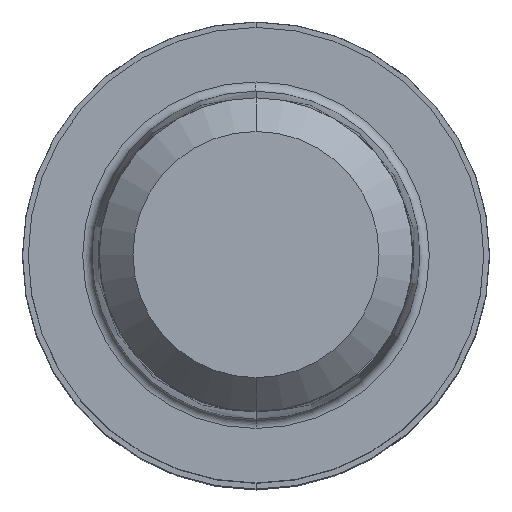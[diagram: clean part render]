
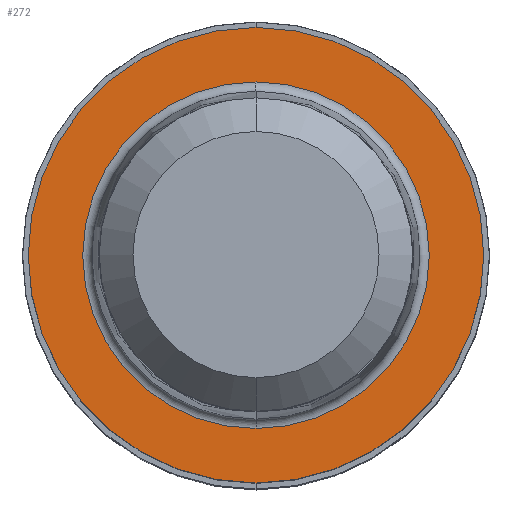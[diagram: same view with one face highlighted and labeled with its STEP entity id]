
A CAD part, top view. The second image highlights one B-rep face of the part: STEP entity #272.
In plain terms, the highlighted planar face has unit normal (0, 0, 1).
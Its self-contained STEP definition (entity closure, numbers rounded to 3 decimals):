
#182=EDGE_CURVE('',#362,#430,#474,.T.);
#220=EDGE_CURVE('',#430,#362,#515,.T.);
#230=EDGE_CURVE('',#326,#346,#527,.T.);
#272=ADVANCED_FACE('',(#573,#574),#575,.T.);
#320=EDGE_CURVE('',#346,#326,#633,.T.);
#326=VERTEX_POINT('',#639);
#346=VERTEX_POINT('',#662);
#362=VERTEX_POINT('',#678);
#430=VERTEX_POINT('',#756);
#474=CIRCLE('',#796,4.45);
#515=CIRCLE('',#856,4.45);
#527=CIRCLE('',#869,5.85);
#573=FACE_OUTER_BOUND('',#930,.T.);
#574=FACE_BOUND('',#931,.T.);
#575=PLANE('',#932);
#633=CIRCLE('',#1002,5.85);
#639=CARTESIAN_POINT('',(0.,-5.85,0.01));
#662=CARTESIAN_POINT('',(0.0,5.85,0.01));
#678=CARTESIAN_POINT('',(0.,-4.45,0.01));
#756=CARTESIAN_POINT('',(0.0,4.45,0.01));
#796=AXIS2_PLACEMENT_3D('',#1186,#1187,#1188);
#856=AXIS2_PLACEMENT_3D('',#1234,#1235,#1236);
#869=AXIS2_PLACEMENT_3D('',#1256,#1257,#1258);
#930=EDGE_LOOP('',(#1313,#1314));
#931=EDGE_LOOP('',(#1315,#1316));
#932=AXIS2_PLACEMENT_3D('',#1317,#1318,#1319);
#1002=AXIS2_PLACEMENT_3D('',#1414,#1415,#1416);
#1186=CARTESIAN_POINT('',(0.0,0.0,0.01));
#1187=DIRECTION('',(0.0,0.0,-1.0));
#1188=DIRECTION('',(0.0,1.0,0.0));
#1234=CARTESIAN_POINT('',(0.0,0.0,0.01));
#1235=DIRECTION('',(0.0,0.0,-1.0));
#1236=DIRECTION('',(0.0,1.0,0.0));
#1256=CARTESIAN_POINT('',(0.0,0.0,0.01));
#1257=DIRECTION('',(0.0,0.0,-1.0));
#1258=DIRECTION('',(0.0,1.0,0.0));
#1313=ORIENTED_EDGE('',*,*,#320,.F.);
#1314=ORIENTED_EDGE('',*,*,#230,.F.);
#1315=ORIENTED_EDGE('',*,*,#220,.T.);
#1316=ORIENTED_EDGE('',*,*,#182,.T.);
#1317=CARTESIAN_POINT('',(0.0,2.925,0.01));
#1318=DIRECTION('',(-0.0,0.0,1.0));
#1319=DIRECTION('',(0.0,-1.0,0.0));
#1414=CARTESIAN_POINT('',(0.0,0.0,0.01));
#1415=DIRECTION('',(0.0,0.0,-1.0));
#1416=DIRECTION('',(0.0,1.0,0.0));
